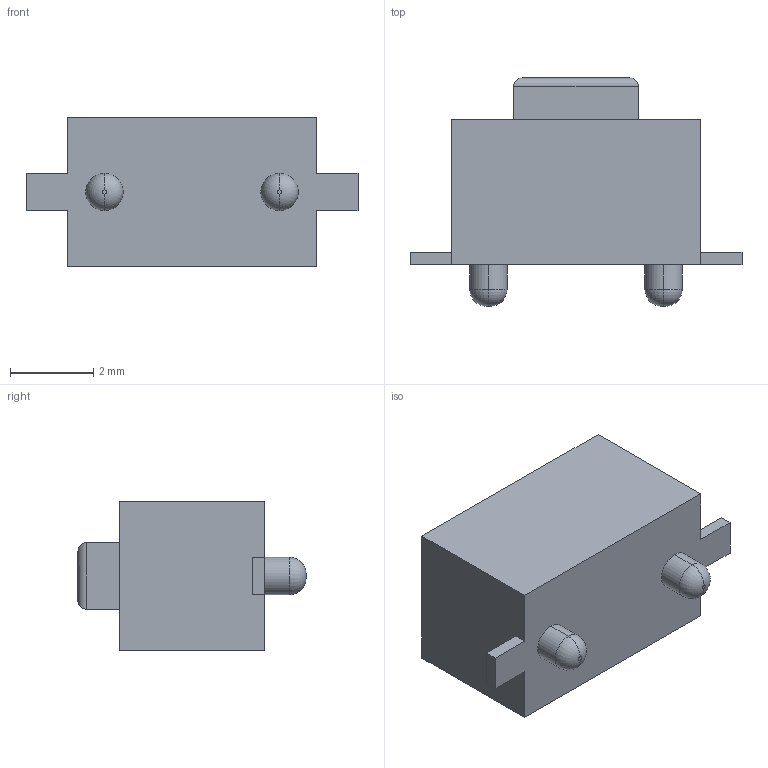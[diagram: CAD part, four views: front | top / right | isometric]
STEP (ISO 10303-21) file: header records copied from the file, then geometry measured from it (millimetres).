
FILE_DESCRIPTION (( 'STEP AP214' ), '1' );
FILE_NAME ('push boton.STEP', '2019-01-02T19:30:31', ( '' ), ( '' ), 'SwSTEP 2.0', 'SolidWorks 2017', '' );
FILE_SCHEMA (( 'AUTOMOTIVE_DESIGN' ));
Length unit declared in the file: millimetre
Products named in the file (1): push boton
Bounding box: 8 x 5.5 x 3.6 mm (x, y, z)
Volume: 82 mm3; surface area: 128.1 mm2
Topology: 1 solids, 1 shells, 33 faces, 76 edges, 48 vertices
Faces by surface type: plane 21, cylinder 8, torus 4
Entity records: 1143 total; most frequent: CARTESIAN_POINT 170, DIRECTION 156, ORIENTED_EDGE 152, EDGE_CURVE 76, VECTOR 56, LINE 56, AXIS2_PLACEMENT_3D 50, VERTEX_POINT 48
